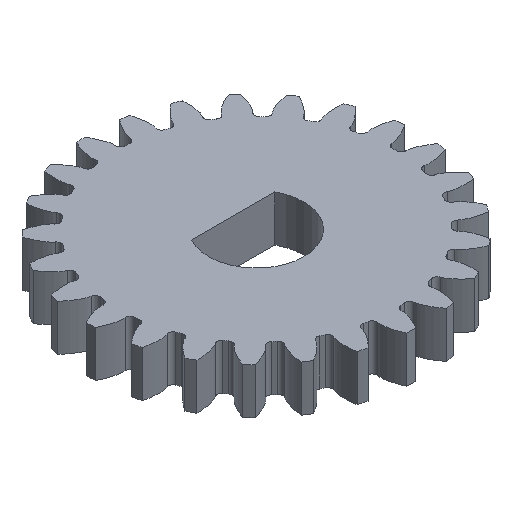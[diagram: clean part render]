
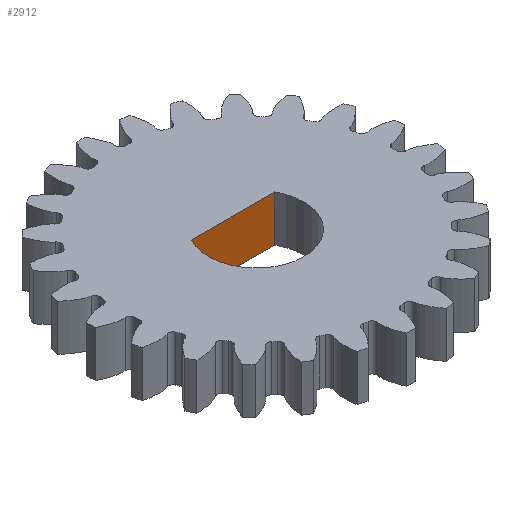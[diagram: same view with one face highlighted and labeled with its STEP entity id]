
A CAD part, isometric view. The second image highlights one B-rep face of the part: STEP entity #2912.
In plain terms, the highlighted planar face has unit normal (0, -1, 0).
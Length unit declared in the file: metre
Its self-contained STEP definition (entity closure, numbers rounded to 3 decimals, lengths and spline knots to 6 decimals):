
#163=LINE('',#5856,#317);
#164=LINE('',#7708,#318);
#315=LINE('',#8963,#469);
#316=LINE('',#8964,#470);
#317=VECTOR('',#3439,1.);
#318=VECTOR('',#3642,1.);
#469=VECTOR('',#3997,1.);
#470=VECTOR('',#3998,1.);
#1475=ORIENTED_EDGE('',*,*,#1785,.T.);
#1476=ORIENTED_EDGE('',*,*,#1937,.T.);
#1477=ORIENTED_EDGE('',*,*,#1634,.F.);
#1478=ORIENTED_EDGE('',*,*,#1938,.F.);
#1634=EDGE_CURVE('',#2089,#2090,#163,.T.);
#1785=EDGE_CURVE('',#2241,#2242,#164,.T.);
#1937=EDGE_CURVE('',#2242,#2090,#315,.T.);
#1938=EDGE_CURVE('',#2241,#2089,#316,.T.);
#2089=VERTEX_POINT('',#5854);
#2090=VERTEX_POINT('',#5855);
#2241=VERTEX_POINT('',#7709);
#2242=VERTEX_POINT('',#7710);
#2599=EDGE_LOOP('',(#1475,#1476,#1477,#1478));
#2755=FACE_BOUND('',#2599,.T.);
#2759=PLANE('',#3231);
#2912=ADVANCED_FACE('',(#2755),#2759,.T.);
#3231=AXIS2_PLACEMENT_3D('',#8962,#3995,#3996);
#3439=DIRECTION('',(1.,0.,0.));
#3642=DIRECTION('',(1.,0.,0.));
#3995=DIRECTION('',(0.,-1.,0.));
#3996=DIRECTION('',(0.,0.,-1.));
#3997=DIRECTION('',(0.,0.,1.));
#3998=DIRECTION('',(0.,0.,1.));
#5854=CARTESIAN_POINT('',(-0.002713,0.0015,0.003));
#5855=CARTESIAN_POINT('',(0.002713,0.0015,0.003));
#5856=CARTESIAN_POINT('',(0.,0.0015,0.003));
#7708=CARTESIAN_POINT('',(0.,0.0015,0.));
#7709=CARTESIAN_POINT('',(-0.002713,0.0015,0.));
#7710=CARTESIAN_POINT('',(0.002713,0.0015,0.));
#8962=CARTESIAN_POINT('',(0.,0.0015,-0.022));
#8963=CARTESIAN_POINT('',(0.002713,0.0015,-0.022));
#8964=CARTESIAN_POINT('',(-0.002713,0.0015,-0.022));
